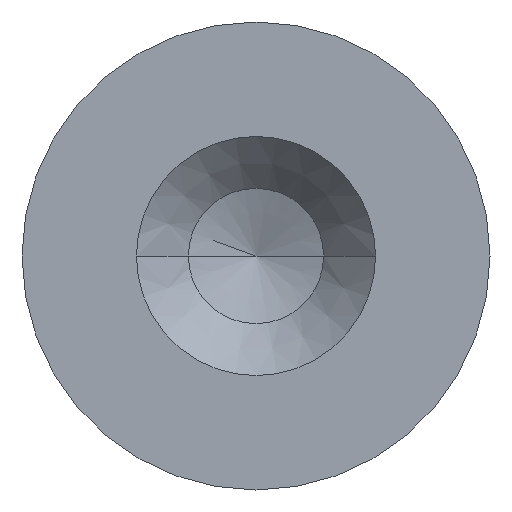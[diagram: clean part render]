
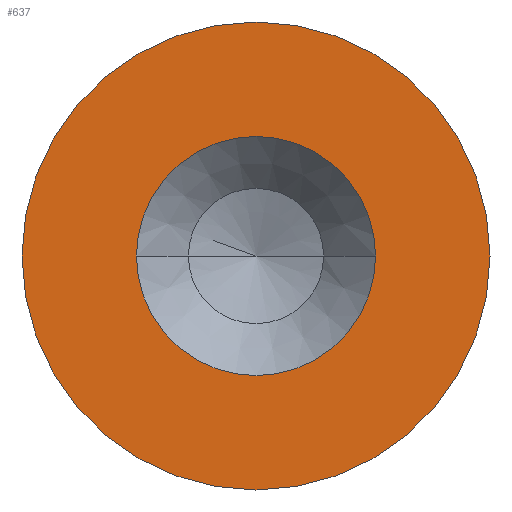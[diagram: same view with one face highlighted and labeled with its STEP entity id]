
A CAD part, front view. The second image highlights one B-rep face of the part: STEP entity #637.
In plain terms, the highlighted planar face has unit normal (0, -1, 0).
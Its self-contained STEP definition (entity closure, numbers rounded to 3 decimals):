
#188=CARTESIAN_POINT('',(-25.707,-0.5,0.));
#189=DIRECTION('',(0.,1.,0.));
#190=DIRECTION('',(-1.,0.,0.));
#191=AXIS2_PLACEMENT_3D('',#188,#189,#190);
#193=CARTESIAN_POINT('',(-25.707,-0.5,0.));
#194=DIRECTION('',(0.,1.,0.));
#195=DIRECTION('',(1.,0.,0.));
#196=AXIS2_PLACEMENT_3D('',#193,#194,#195);
#198=CARTESIAN_POINT('',(-25.707,-0.5,0.));
#199=DIRECTION('',(0.,-1.,0.));
#200=DIRECTION('',(-1.,0.,0.));
#201=AXIS2_PLACEMENT_3D('',#198,#199,#200);
#203=CARTESIAN_POINT('',(-25.707,-0.5,0.));
#204=DIRECTION('',(0.,-1.,0.));
#205=DIRECTION('',(1.,0.,0.));
#206=AXIS2_PLACEMENT_3D('',#203,#204,#205);
#324=CARTESIAN_POINT('',(-23.457,-0.5,0.));
#325=VERTEX_POINT('',#324);
#326=CARTESIAN_POINT('',(-27.957,-0.5,0.));
#327=VERTEX_POINT('',#326);
#328=CARTESIAN_POINT('',(-26.857,-0.5,0.));
#329=CARTESIAN_POINT('',(-24.557,-0.5,0.));
#330=VERTEX_POINT('',#328);
#331=VERTEX_POINT('',#329);
#622=CARTESIAN_POINT('',(-25.707,-0.5,0.));
#623=DIRECTION('',(0.,1.,0.));
#624=DIRECTION('',(1.,0.,0.));
#625=AXIS2_PLACEMENT_3D('',#622,#623,#624);
#626=PLANE('',#625);
#627=ORIENTED_EDGE('',*,*,#615,.T.);
#628=ORIENTED_EDGE('',*,*,#604,.T.);
#629=EDGE_LOOP('',(#627,#628));
#630=FACE_OUTER_BOUND('',#629,.F.);
#632=ORIENTED_EDGE('',*,*,#631,.T.);
#634=ORIENTED_EDGE('',*,*,#633,.T.);
#635=EDGE_LOOP('',(#632,#634));
#636=FACE_BOUND('',#635,.F.);
#192=CIRCLE('',#191,2.25);
#197=CIRCLE('',#196,2.25);
#202=CIRCLE('',#201,1.15);
#207=CIRCLE('',#206,1.15);
#604=EDGE_CURVE('',#325,#327,#197,.T.);
#615=EDGE_CURVE('',#327,#325,#192,.T.);
#631=EDGE_CURVE('',#330,#331,#202,.T.);
#633=EDGE_CURVE('',#331,#330,#207,.T.);
#637=ADVANCED_FACE('',(#630,#636),#626,.F.);
